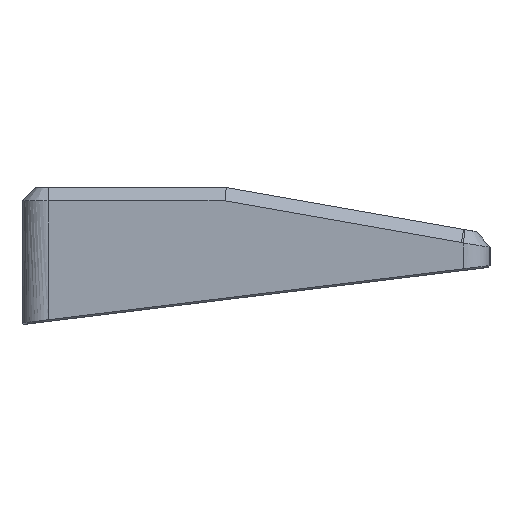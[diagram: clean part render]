
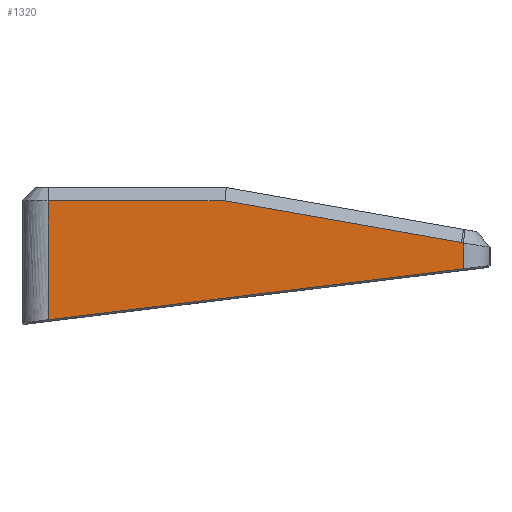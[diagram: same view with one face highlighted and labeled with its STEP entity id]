
A CAD part, left-side view. The second image highlights one B-rep face of the part: STEP entity #1320.
In plain terms, the highlighted planar face has unit normal (-1, 0, 0).
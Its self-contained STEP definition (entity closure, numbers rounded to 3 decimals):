
#47=B_SPLINE_CURVE_WITH_KNOTS('',3,(#2094,#2095,#2096,#2097),
 .UNSPECIFIED.,.F.,.F.,(4,4),(-1.579,-1.571),
 .UNSPECIFIED.);
#54=B_SPLINE_CURVE_WITH_KNOTS('',3,(#2185,#2186,#2187,#2188),
 .UNSPECIFIED.,.F.,.F.,(4,4),(1.571,1.658),
 .UNSPECIFIED.);
#130=FACE_OUTER_BOUND('',#213,.T.);
#213=EDGE_LOOP('',(#978,#979,#980,#981,#982,#983,#984));
#277=LINE('',#1779,#417);
#325=LINE('',#2175,#465);
#326=LINE('',#2183,#466);
#327=LINE('',#2190,#467);
#328=LINE('',#2191,#468);
#417=VECTOR('',#1459,10.);
#465=VECTOR('',#1537,10.);
#466=VECTOR('',#1540,10.);
#467=VECTOR('',#1541,10.);
#468=VECTOR('',#1542,10.);
#548=VERTEX_POINT('',#1716);
#556=VERTEX_POINT('',#1772);
#559=VERTEX_POINT('',#1777);
#604=VERTEX_POINT('',#2174);
#605=VERTEX_POINT('',#2182);
#606=VERTEX_POINT('',#2184);
#607=VERTEX_POINT('',#2189);
#673=EDGE_CURVE('',#559,#556,#277,.T.);
#735=EDGE_CURVE('',#548,#559,#47,.T.);
#747=EDGE_CURVE('',#556,#604,#325,.T.);
#749=EDGE_CURVE('',#548,#605,#326,.T.);
#750=EDGE_CURVE('',#606,#605,#54,.T.);
#751=EDGE_CURVE('',#607,#606,#327,.T.);
#752=EDGE_CURVE('',#604,#607,#328,.T.);
#978=ORIENTED_EDGE('',*,*,#673,.F.);
#979=ORIENTED_EDGE('',*,*,#735,.F.);
#980=ORIENTED_EDGE('',*,*,#749,.T.);
#981=ORIENTED_EDGE('',*,*,#750,.F.);
#982=ORIENTED_EDGE('',*,*,#751,.F.);
#983=ORIENTED_EDGE('',*,*,#752,.F.);
#984=ORIENTED_EDGE('',*,*,#747,.F.);
#1253=PLANE('',#1403);
#1320=ADVANCED_FACE('',(#130),#1253,.T.);
#1403=AXIS2_PLACEMENT_3D('',#2181,#1538,#1539);
#1459=DIRECTION('',(0.,0.993,-0.122));
#1537=DIRECTION('',(0.,0.,1.));
#1538=DIRECTION('center_axis',(-1.,0.,
0.));
#1539=DIRECTION('ref_axis',(0.,-0.993,0.122));
#1540=DIRECTION('',(0.,0.,1.));
#1541=DIRECTION('',(0.,-0.985,-0.174));
#1542=DIRECTION('',(0.,-1.,0.));
#1716=CARTESIAN_POINT('',(-173.224,-54.078,6.575));
#1772=CARTESIAN_POINT('',(-173.226,8.452,-1.103));
#1777=CARTESIAN_POINT('',(-173.224,-54.048,6.571));
#1779=CARTESIAN_POINT('',(-173.225,-25.851,3.109));
#2094=CARTESIAN_POINT('Ctrl Pts',(-173.224,-54.078,6.575));
#2095=CARTESIAN_POINT('Ctrl Pts',(-173.224,-54.068,6.574));
#2096=CARTESIAN_POINT('Ctrl Pts',(-173.224,-54.058,6.572));
#2097=CARTESIAN_POINT('Ctrl Pts',(-173.224,-54.048,6.571));
#2174=CARTESIAN_POINT('',(-173.226,8.452,16.8));
#2175=CARTESIAN_POINT('',(-173.226,8.452,-0.347));
#2181=CARTESIAN_POINT('Origin',(-173.226,8.452,-0.347));
#2182=CARTESIAN_POINT('',(-173.224,-54.078,10.469));
#2183=CARTESIAN_POINT('',(-173.224,-54.078,7.33));
#2184=CARTESIAN_POINT('',(-173.224,-53.731,10.53));
#2185=CARTESIAN_POINT('Ctrl Pts',(-173.224,-53.731,10.53));
#2186=CARTESIAN_POINT('Ctrl Pts',(-173.224,-53.846,10.51));
#2187=CARTESIAN_POINT('Ctrl Pts',(-173.224,-53.962,10.49));
#2188=CARTESIAN_POINT('Ctrl Pts',(-173.224,-54.078,10.469));
#2189=CARTESIAN_POINT('',(-173.225,-18.174,16.8));
#2190=CARTESIAN_POINT('',(-173.226,-9.152,18.391));
#2191=CARTESIAN_POINT('',(-173.227,21.456,16.8));
